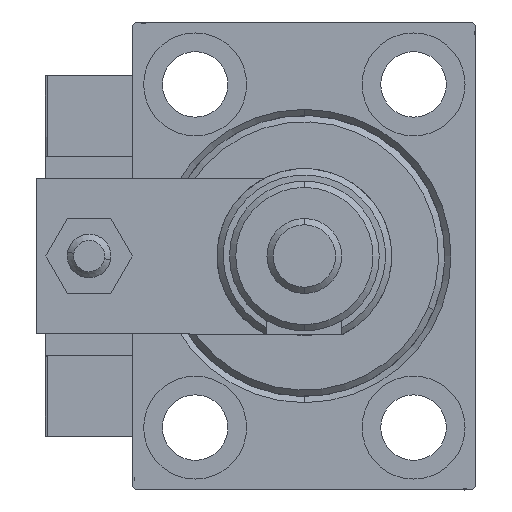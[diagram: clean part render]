
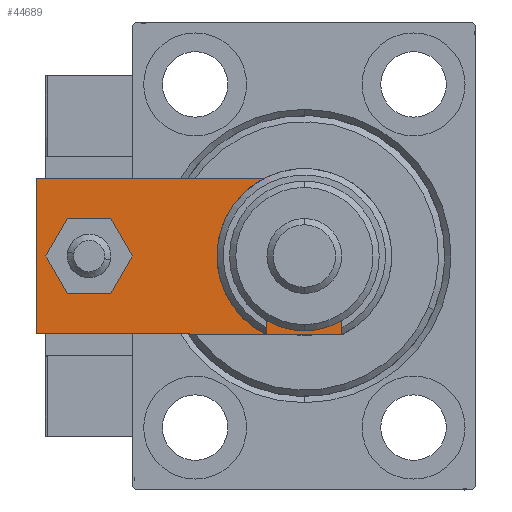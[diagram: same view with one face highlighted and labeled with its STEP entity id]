
A CAD part, left-side view. The second image highlights one B-rep face of the part: STEP entity #44689.
In plain terms, the highlighted face is planar.
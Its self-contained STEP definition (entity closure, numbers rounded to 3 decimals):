
#701 = LINE ( 'NONE', #33369, #6000 ) ;
#1105 = CARTESIAN_POINT ( 'NONE',  ( 12.5, 5.66, 6. ) ) ;
#1412 = ORIENTED_EDGE ( 'NONE', *, *, #21982, .T. ) ;
#2110 = CARTESIAN_POINT ( 'NONE',  ( -12.5, 55., 6. ) ) ;
#2368 = CARTESIAN_POINT ( 'NONE',  ( 0., 12., 6. ) ) ;
#2629 = DIRECTION ( 'NONE',  ( 1., 0., 0. ) ) ;
#3293 = CARTESIAN_POINT ( 'NONE',  ( -8.25, 12., 6. ) ) ;
#3705 = CIRCLE ( 'NONE', #46489, 4. ) ;
#3945 = VERTEX_POINT ( 'NONE', #50946 ) ;
#4832 = EDGE_CURVE ( 'NONE', #22906, #42232, #20506, .T. ) ;
#4885 = LINE ( 'NONE', #46643, #49611 ) ;
#5090 = ORIENTED_EDGE ( 'NONE', *, *, #37925, .T. ) ;
#5137 = VERTEX_POINT ( 'NONE', #3293 ) ;
#5504 = CARTESIAN_POINT ( 'NONE',  ( 0., 46.5, 6. ) ) ;
#5600 = ORIENTED_EDGE ( 'NONE', *, *, #44789, .T. ) ;
#6000 = VECTOR ( 'NONE', #29607, 1000. ) ;
#7167 = ORIENTED_EDGE ( 'NONE', *, *, #38521, .F. ) ;
#8269 = DIRECTION ( 'NONE',  ( 0., 0., 1. ) ) ;
#9110 = DIRECTION ( 'NONE',  ( 0., 0., 1. ) ) ;
#10427 = DIRECTION ( 'NONE',  ( 0., -1., 0. ) ) ;
#10623 = CARTESIAN_POINT ( 'NONE',  ( 6.84, 0., 6. ) ) ;
#10744 = DIRECTION ( 'NONE',  ( 1., 0., 0. ) ) ;
#10929 = ORIENTED_EDGE ( 'NONE', *, *, #47631, .T. ) ;
#11463 = EDGE_CURVE ( 'NONE', #12331, #45513, #701, .T. ) ;
#12331 = VERTEX_POINT ( 'NONE', #1105 ) ;
#12642 = DIRECTION ( 'NONE',  ( 0.707, 0.707, 0. ) ) ;
#13029 = DIRECTION ( 'NONE',  ( 1., 0., 0. ) ) ;
#13116 = FACE_OUTER_BOUND ( 'NONE', #39958, .T. ) ;
#13915 = DIRECTION ( 'NONE',  ( 0., 0., 1. ) ) ;
#14434 = EDGE_CURVE ( 'NONE', #26160, #49346, #36195, .T. ) ;
#16591 = DIRECTION ( 'NONE',  ( 1., 0., 0. ) ) ;
#17308 = DIRECTION ( 'NONE',  ( 0., 0., 1. ) ) ;
#18000 = CARTESIAN_POINT ( 'NONE',  ( -12.5, 5.66, 6. ) ) ;
#18262 = EDGE_CURVE ( 'NONE', #49346, #26160, #3705, .T. ) ;
#18328 = ORIENTED_EDGE ( 'NONE', *, *, #14434, .F. ) ;
#18844 = AXIS2_PLACEMENT_3D ( 'NONE', #45762, #9110, #16591 ) ;
#20506 = LINE ( 'NONE', #36843, #49460 ) ;
#21982 = EDGE_CURVE ( 'NONE', #22711, #12331, #49589, .T. ) ;
#22340 = VECTOR ( 'NONE', #10427, 1000. ) ;
#22711 = VERTEX_POINT ( 'NONE', #10623 ) ;
#22906 = VERTEX_POINT ( 'NONE', #18000 ) ;
#24681 = CARTESIAN_POINT ( 'NONE',  ( 3.42, -3.42, 6. ) ) ;
#25506 = CARTESIAN_POINT ( 'NONE',  ( 4., 46.5, 6. ) ) ;
#26160 = VERTEX_POINT ( 'NONE', #25506 ) ;
#26850 = CARTESIAN_POINT ( 'NONE',  ( 12.5, 55., 6. ) ) ;
#28469 = AXIS2_PLACEMENT_3D ( 'NONE', #36629, #8269, #32865 ) ;
#28855 = ORIENTED_EDGE ( 'NONE', *, *, #11463, .T. ) ;
#29607 = DIRECTION ( 'NONE',  ( 0., 1., 0. ) ) ;
#30459 = CARTESIAN_POINT ( 'NONE',  ( -6.84, 0., 6. ) ) ;
#30597 = DIRECTION ( 'NONE',  ( -1., 0., 0. ) ) ;
#32573 = CIRCLE ( 'NONE', #44563, 8.25 ) ;
#32865 = DIRECTION ( 'NONE',  ( 1., 0., 0. ) ) ;
#33369 = CARTESIAN_POINT ( 'NONE',  ( 12.5, 0., 6. ) ) ;
#33894 = EDGE_CURVE ( 'NONE', #5137, #3945, #38420, .T. ) ;
#35040 = ORIENTED_EDGE ( 'NONE', *, *, #18262, .F. ) ;
#35613 = CARTESIAN_POINT ( 'NONE',  ( 0., 12., 6. ) ) ;
#36195 = CIRCLE ( 'NONE', #28469, 4. ) ;
#36536 = VERTEX_POINT ( 'NONE', #51607 ) ;
#36629 = CARTESIAN_POINT ( 'NONE',  ( 0., 46.5, 6. ) ) ;
#36843 = CARTESIAN_POINT ( 'NONE',  ( -3.42, -3.42, 6. ) ) ;
#36943 = FACE_BOUND ( 'NONE', #37842, .T. ) ;
#37842 = EDGE_LOOP ( 'NONE', ( #42355, #7167 ) ) ;
#37925 = EDGE_CURVE ( 'NONE', #45513, #36536, #47711, .T. ) ;
#38130 = CARTESIAN_POINT ( 'NONE',  ( 12.5, 55., 6. ) ) ;
#38420 = CIRCLE ( 'NONE', #41849, 8.25 ) ;
#38521 = EDGE_CURVE ( 'NONE', #3945, #5137, #32573, .T. ) ;
#38987 = CARTESIAN_POINT ( 'NONE',  ( -4., 46.5, 6. ) ) ;
#39958 = EDGE_LOOP ( 'NONE', ( #5600, #45429, #10929, #1412, #28855, #5090 ) ) ;
#41849 = AXIS2_PLACEMENT_3D ( 'NONE', #35613, #51432, #10744 ) ;
#42232 = VERTEX_POINT ( 'NONE', #30459 ) ;
#42355 = ORIENTED_EDGE ( 'NONE', *, *, #33894, .F. ) ;
#44563 = AXIS2_PLACEMENT_3D ( 'NONE', #2368, #13915, #2629 ) ;
#44689 = ADVANCED_FACE ( 'NONE', ( #52996, #13116, #36943 ), #49521, .T. ) ;
#44789 = EDGE_CURVE ( 'NONE', #36536, #22906, #50052, .T. ) ;
#45429 = ORIENTED_EDGE ( 'NONE', *, *, #4832, .T. ) ;
#45513 = VERTEX_POINT ( 'NONE', #38130 ) ;
#45762 = CARTESIAN_POINT ( 'NONE',  ( 0., 0., 6. ) ) ;
#45842 = DIRECTION ( 'NONE',  ( 1., 0., 0. ) ) ;
#46489 = AXIS2_PLACEMENT_3D ( 'NONE', #5504, #17308, #13029 ) ;
#46643 = CARTESIAN_POINT ( 'NONE',  ( -12.5, 0., 6. ) ) ;
#47462 = VECTOR ( 'NONE', #12642, 1000. ) ;
#47631 = EDGE_CURVE ( 'NONE', #42232, #22711, #4885, .T. ) ;
#47711 = LINE ( 'NONE', #26850, #51405 ) ;
#48608 = DIRECTION ( 'NONE',  ( 0.707, -0.707, 0. ) ) ;
#49346 = VERTEX_POINT ( 'NONE', #38987 ) ;
#49460 = VECTOR ( 'NONE', #48608, 1000. ) ;
#49521 = PLANE ( 'NONE',  #18844 ) ;
#49589 = LINE ( 'NONE', #24681, #47462 ) ;
#49611 = VECTOR ( 'NONE', #45842, 1000. ) ;
#50052 = LINE ( 'NONE', #2110, #22340 ) ;
#50733 = EDGE_LOOP ( 'NONE', ( #35040, #18328 ) ) ;
#50946 = CARTESIAN_POINT ( 'NONE',  ( 8.25, 12., 6. ) ) ;
#51405 = VECTOR ( 'NONE', #30597, 1000. ) ;
#51432 = DIRECTION ( 'NONE',  ( 0., 0., 1. ) ) ;
#51607 = CARTESIAN_POINT ( 'NONE',  ( -12.5, 55., 6. ) ) ;
#52996 = FACE_BOUND ( 'NONE', #50733, .T. ) ;
